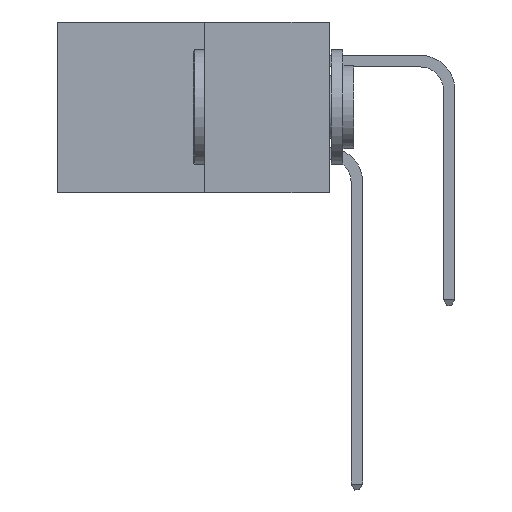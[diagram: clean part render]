
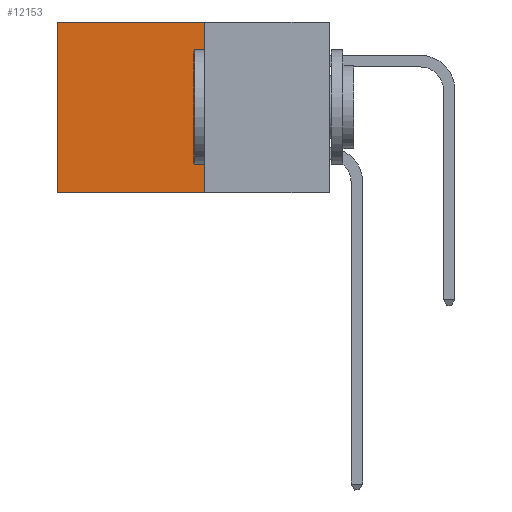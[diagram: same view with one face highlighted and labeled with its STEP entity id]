
A CAD part, left-side view. The second image highlights one B-rep face of the part: STEP entity #12153.
In plain terms, the highlighted planar face has unit normal (-1, 0, 0).
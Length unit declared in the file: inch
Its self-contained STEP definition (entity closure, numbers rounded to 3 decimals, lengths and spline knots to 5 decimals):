
#957 = CARTESIAN_POINT ( 'NONE',  ( 0.277, 0.27, -0.37 ) ) ;
#1966 = CARTESIAN_POINT ( 'NONE',  ( 0.277, 0.27, -0.37 ) ) ;
#2876 = LINE ( 'NONE', #17875, #6920 ) ;
#3430 = VERTEX_POINT ( 'NONE', #20076 ) ;
#4403 = EDGE_LOOP ( 'NONE', ( #11095, #22061, #14162, #18472 ) ) ;
#4694 = DIRECTION ( 'NONE',  ( 0., 1., 0. ) ) ;
#4715 = CARTESIAN_POINT ( 'NONE',  ( 0.277, 0.27, 0. ) ) ;
#5032 = AXIS2_PLACEMENT_3D ( 'NONE', #24998, #25081, #13538 ) ;
#5296 = VECTOR ( 'NONE', #8398, 39.37008 ) ;
#5959 = DIRECTION ( 'NONE',  ( 0., 1., 0. ) ) ;
#6233 = EDGE_CURVE ( 'NONE', #22237, #8789, #17667, .T. ) ;
#6920 = VECTOR ( 'NONE', #8088, 39.37008 ) ;
#7681 = EDGE_CURVE ( 'NONE', #8789, #3430, #16339, .T. ) ;
#8088 = DIRECTION ( 'NONE',  ( 0., 0., -1. ) ) ;
#8398 = DIRECTION ( 'NONE',  ( 0., 0., -1. ) ) ;
#8789 = VERTEX_POINT ( 'NONE', #11773 ) ;
#8800 = CARTESIAN_POINT ( 'NONE',  ( 0.277, 0.59, -0.37 ) ) ;
#10393 = LINE ( 'NONE', #1966, #25226 ) ;
#11095 = ORIENTED_EDGE ( 'NONE', *, *, #7681, .T. ) ;
#11773 = CARTESIAN_POINT ( 'NONE',  ( 0.277, 0.59, 0. ) ) ;
#12153 = ADVANCED_FACE ( 'NONE', ( #16134 ), #23194, .F. ) ;
#12451 = VECTOR ( 'NONE', #4694, 39.37008 ) ;
#13538 = DIRECTION ( 'NONE',  ( 0., 0., -1. ) ) ;
#14162 = ORIENTED_EDGE ( 'NONE', *, *, #22125, .F. ) ;
#15404 = EDGE_CURVE ( 'NONE', #19451, #3430, #10393, .T. ) ;
#16134 = FACE_OUTER_BOUND ( 'NONE', #4403, .T. ) ;
#16339 = LINE ( 'NONE', #8800, #5296 ) ;
#17667 = LINE ( 'NONE', #4715, #12451 ) ;
#17875 = CARTESIAN_POINT ( 'NONE',  ( 0.277, 0.27, -0.37 ) ) ;
#18472 = ORIENTED_EDGE ( 'NONE', *, *, #6233, .T. ) ;
#19451 = VERTEX_POINT ( 'NONE', #957 ) ;
#20076 = CARTESIAN_POINT ( 'NONE',  ( 0.277, 0.59, -0.37 ) ) ;
#22061 = ORIENTED_EDGE ( 'NONE', *, *, #15404, .F. ) ;
#22125 = EDGE_CURVE ( 'NONE', #22237, #19451, #2876, .T. ) ;
#22237 = VERTEX_POINT ( 'NONE', #23892 ) ;
#23194 = PLANE ( 'NONE',  #5032 ) ;
#23892 = CARTESIAN_POINT ( 'NONE',  ( 0.277, 0.27, 0. ) ) ;
#24998 = CARTESIAN_POINT ( 'NONE',  ( 0.277, 0.27, -0.37 ) ) ;
#25081 = DIRECTION ( 'NONE',  ( 1., 0., 0. ) ) ;
#25226 = VECTOR ( 'NONE', #5959, 39.37008 ) ;
